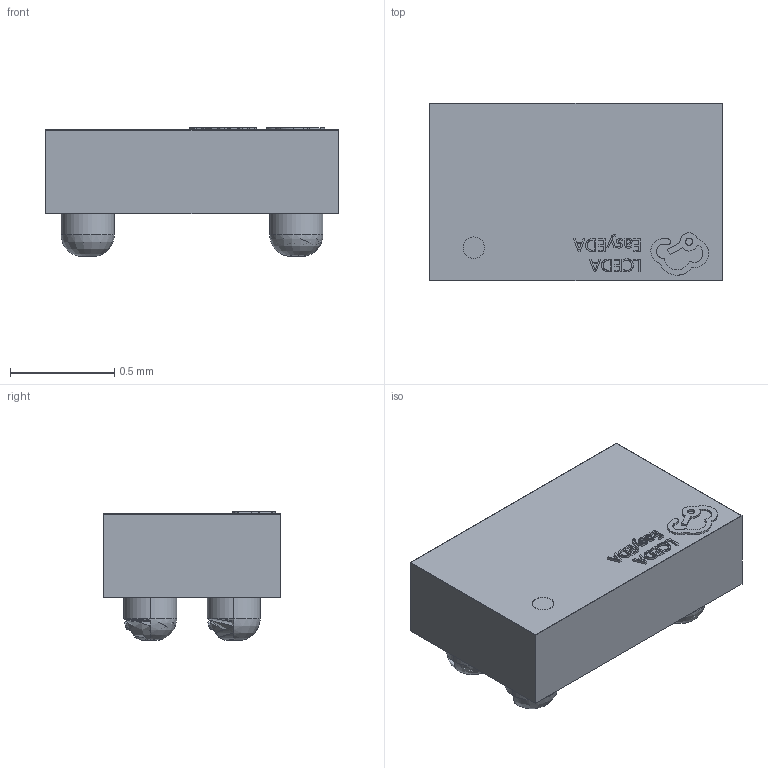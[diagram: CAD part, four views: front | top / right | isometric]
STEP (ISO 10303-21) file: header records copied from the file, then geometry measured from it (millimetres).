
FILE_DESCRIPTION(('FreeCAD Model'),'2;1');
FILE_NAME('Open CASCADE Shape Model','2022-11-30T16:06:47',(''),(''), 'Open CASCADE STEP processor 7.6','FreeCAD','Unknown');
FILE_SCHEMA(('AUTOMOTIVE_DESIGN { 1 0 10303 214 1 1 1 1 }'));
Length unit declared in the file: millimetre
Products named in the file (3): U1; FILTER-SMD_BALF-NRG-01D3; COMPOUND001
Assembly tree (2 placements, depth 3):
  U1
    FILTER-SMD_BALF-NRG-01D3
      COMPOUND001
Bounding box: 1.4 x 0.85 x 0.62 mm (x, y, z)
Volume: 0.5 mm3; surface area: 7.3 mm2
Topology: 2 solids, 2 shells, 318 faces, 2523 edges, 7286 vertices
Faces by surface type: plane 188, bspline 112, cylinder 10, revolution 8
Entity records: 47942 total; most frequent: CARTESIAN_POINT 17630, DIRECTION 3555, LINE 2913, VECTOR 2913, GEOMETRIC_CURVE_SET 1683, ORIENTED_EDGE 1682, PCURVE 1682, DEFINITIONAL_REPRESENTATION 1682
